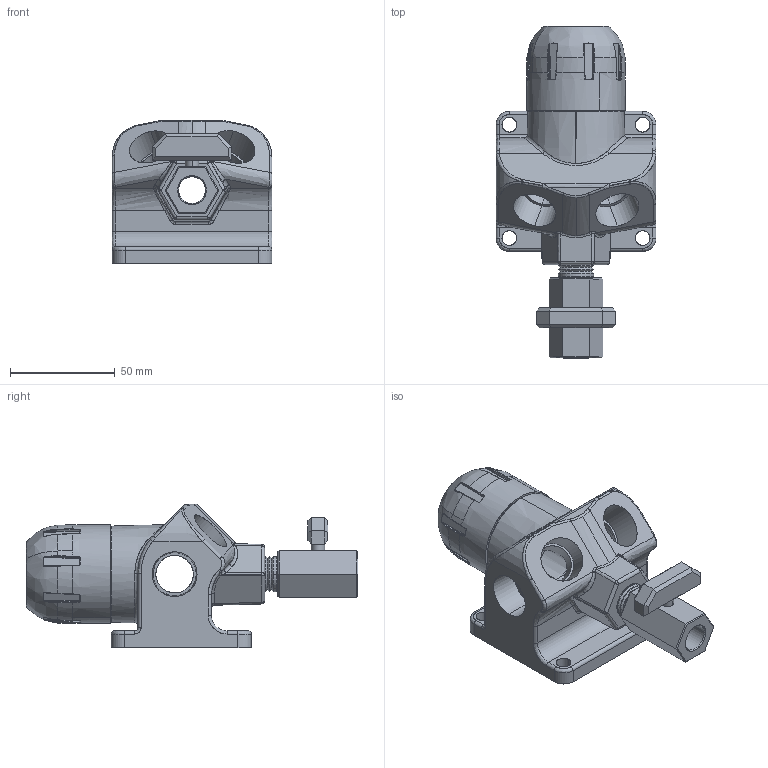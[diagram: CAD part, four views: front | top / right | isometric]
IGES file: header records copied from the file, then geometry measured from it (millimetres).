
Start section: SolidWorks IGES file using analytic representation for surfaces
Global section: file name: F2024.IGS; native system: SolidWorks 2018; preprocessor: SolidWorks 2018; author: andyr; date: 190731.112530; units: inch
Bounding box: 76.2 x 158.07 x 68.26 mm (x, y, z)
Surface area: 76961.9 mm2 (no closed solid volume)
Topology: 0 solids, 0 shells, 1044 faces, 11572 edges, 11563 vertices
Faces by surface type: bspline 860, revolution 184
